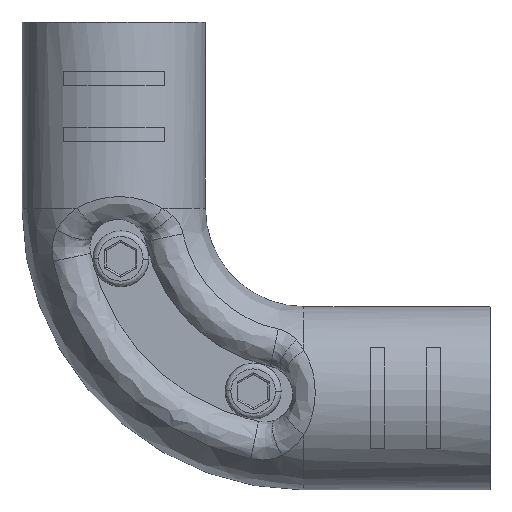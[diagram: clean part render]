
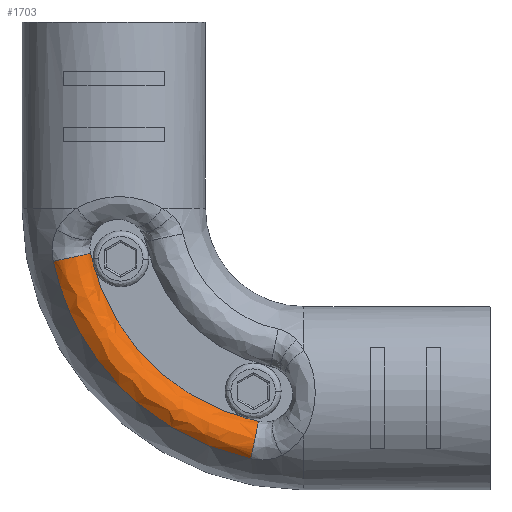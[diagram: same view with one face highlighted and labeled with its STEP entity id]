
A CAD part, front view. The second image highlights one B-rep face of the part: STEP entity #1703.
In plain terms, the highlighted free-form (B-spline) face has degree [3, 3] with [4, 4] control points.
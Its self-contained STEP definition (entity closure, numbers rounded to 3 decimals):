
#44 = VERTEX_POINT ( 'NONE', #20332 ) ;
#734 = FACE_OUTER_BOUND ( 'NONE', #13823, .T. ) ;
#1244 = ORIENTED_EDGE ( 'NONE', *, *, #16741, .F. ) ;
#1515 = CIRCLE ( 'NONE', #6078, 4. ) ;
#1587 = CARTESIAN_POINT ( 'NONE',  ( -10.759, -11.297, -42.441 ) ) ;
#1703 = ADVANCED_FACE ( 'NONE', ( #734 ), #14491, .T. ) ;
#1991 = CARTESIAN_POINT ( 'NONE',  ( -4.156, -9.55, -41.039 ) ) ;
#2491 = CARTESIAN_POINT ( 'NONE',  ( -8.394, -13.876, -41.939 ) ) ;
#2679 = CARTESIAN_POINT ( 'NONE',  ( -5.032, -12.928, -41.225 ) ) ;
#2785 = CARTESIAN_POINT ( 'NONE',  ( -8.355, -13.853, -41.93 ) ) ;
#2884 = CARTESIAN_POINT ( 'NONE',  ( -4.156, -9.55, -41.039 ) ) ;
#2942 = CARTESIAN_POINT ( 'NONE',  ( -4.144, -9.501, -41.036 ) ) ;
#3012 = CARTESIAN_POINT ( 'NONE',  ( -9.852, -11.297, -46.71 ) ) ;
#3125 = CIRCLE ( 'NONE', #6994, 38.7 ) ;
#3652 = ORIENTED_EDGE ( 'NONE', *, *, #21341, .T. ) ;
#3869 = CARTESIAN_POINT ( 'NONE',  ( 24.259, -11.297, -77.459 ) ) ;
#3983 = CARTESIAN_POINT ( 'NONE',  ( 24.858, -8.525, -74.638 ) ) ;
#4030 = CARTESIAN_POINT ( 'NONE',  ( 25.482, -12.978, -71.699 ) ) ;
#4252 = CARTESIAN_POINT ( 'NONE',  ( 6.143, -11.261, -73.647 ) ) ;
#4611 = VERTEX_POINT ( 'NONE', #1991 ) ;
#4881 = CARTESIAN_POINT ( 'NONE',  ( 15.853, -11.297, -75.026 ) ) ;
#6078 = AXIS2_PLACEMENT_3D ( 'NONE', #3983, #17801, #10721 ) ;
#6308 =( BOUNDED_CURVE ( )  B_SPLINE_CURVE ( 3, ( #7629, #2785, #2679, #2884 ),
 .UNSPECIFIED., .F., .T. ) 
 B_SPLINE_CURVE_WITH_KNOTS ( ( 4, 4 ),
 ( 0., 1. ),
 .UNSPECIFIED. ) 
 CURVE ( )  GEOMETRIC_REPRESENTATION_ITEM ( )  RATIONAL_B_SPLINE_CURVE ( ( 1.323, 0.88, 0.893, 1.362 ) ) 
 REPRESENTATION_ITEM ( '' )  );
#6994 = AXIS2_PLACEMENT_3D ( 'NONE', #18917, #17156, #8834 ) ;
#7432 = CARTESIAN_POINT ( 'NONE',  ( -4.756, -13.876, -59.071 ) ) ;
#7544 = CARTESIAN_POINT ( 'NONE',  ( -4.999, -12.978, -41.218 ) ) ;
#7629 = CARTESIAN_POINT ( 'NONE',  ( -10.759, -11.297, -42.441 ) ) ;
#7652 = CARTESIAN_POINT ( 'NONE',  ( -6.947, -11.261, -60.557 ) ) ;
#8163 = CARTESIAN_POINT ( 'NONE',  ( 19.99, -11.297, -76.552 ) ) ;
#8764 = EDGE_CURVE ( 'NONE', #9182, #20404, #14208, .T. ) ;
#8834 = DIRECTION ( 'NONE',  ( -1., 0., 0. ) ) ;
#9182 = VERTEX_POINT ( 'NONE', #3869 ) ;
#9571 = CARTESIAN_POINT ( 'NONE',  ( 10.261, -9.501, -67.573 ) ) ;
#10079 = CARTESIAN_POINT ( 'NONE',  ( 4.648, -11.297, -68.224 ) ) ;
#10135 = ORIENTED_EDGE ( 'NONE', *, *, #11487, .T. ) ;
#10721 = DIRECTION ( 'NONE',  ( -0.208, 0., -0.978 ) ) ;
#11397 = CARTESIAN_POINT ( 'NONE',  ( 8.182, -11.297, -70.862 ) ) ;
#11487 = EDGE_CURVE ( 'NONE', #9182, #44, #1515, .T. ) ;
#11502 = CARTESIAN_POINT ( 'NONE',  ( -1.524, -11.297, -62.052 ) ) ;
#12431 = CARTESIAN_POINT ( 'NONE',  ( 24.761, -13.876, -75.094 ) ) ;
#12819 = CARTESIAN_POINT ( 'NONE',  ( -10.759, -11.297, -42.441 ) ) ;
#13823 = EDGE_LOOP ( 'NONE', ( #1244, #18900, #10135, #3652 ) ) ;
#14208 = B_SPLINE_CURVE_WITH_KNOTS ( 'NONE', 3,
 ( #19814, #8163, #4881, #11397, #10079, #11502, #14969, #18599, #3012, #1587 ),
 .UNSPECIFIED., .F., .F.,
 ( 4, 2, 2, 2, 4 ),
 ( 0., 0.25, 0.5, 0.75, 1. ),
 .UNSPECIFIED. ) ;
#14448 = CARTESIAN_POINT ( 'NONE',  ( 9.731, -12.978, -68.354 ) ) ;
#14491 =( BOUNDED_SURFACE ( )  B_SPLINE_SURFACE ( 3, 3, ( 
 ( #19287, #4252, #7652, #16317 ),
 ( #12431, #19174, #7432, #2491 ),
 ( #4030, #14448, #15993, #7544 ),
 ( #16344, #9571, #21081, #2942 ) ),
 .UNSPECIFIED., .F., .F., .F. ) 
 B_SPLINE_SURFACE_WITH_KNOTS ( ( 4, 4 ),
 ( 4, 4 ),
 ( 0., 1. ),
 ( 0., 1. ),
 .UNSPECIFIED. ) 
 GEOMETRIC_REPRESENTATION_ITEM ( )  RATIONAL_B_SPLINE_SURFACE ( (
 ( 1., 0.892, 0.892, 1.),
 ( 0.653, 0.583, 0.583, 0.653),
 ( 0.653, 0.583, 0.583, 0.653),
 ( 1., 0.892, 0.892, 1.) ) ) 
 REPRESENTATION_ITEM ( '' )  SURFACE ( )  );
#14969 = CARTESIAN_POINT ( 'NONE',  ( -4.162, -11.297, -58.518 ) ) ;
#15993 = CARTESIAN_POINT ( 'NONE',  ( -1.654, -12.978, -56.969 ) ) ;
#16317 = CARTESIAN_POINT ( 'NONE',  ( -10.793, -11.261, -42.448 ) ) ;
#16344 = CARTESIAN_POINT ( 'NONE',  ( 25.664, -9.501, -70.844 ) ) ;
#16741 = EDGE_CURVE ( 'NONE', #20404, #4611, #6308, .T. ) ;
#17156 = DIRECTION ( 'NONE',  ( 0., 1., 0. ) ) ;
#17801 = DIRECTION ( 'NONE',  ( -0.978, 0., 0.208 ) ) ;
#18599 = CARTESIAN_POINT ( 'NONE',  ( -8.326, -11.297, -50.847 ) ) ;
#18900 = ORIENTED_EDGE ( 'NONE', *, *, #8764, .F. ) ;
#18917 = CARTESIAN_POINT ( 'NONE',  ( 33.7, -9.55, -33. ) ) ;
#19174 = CARTESIAN_POINT ( 'NONE',  ( 7.629, -13.876, -71.456 ) ) ;
#19287 = CARTESIAN_POINT ( 'NONE',  ( 24.252, -11.261, -77.493 ) ) ;
#19814 = CARTESIAN_POINT ( 'NONE',  ( 24.259, -11.297, -77.459 ) ) ;
#20332 = CARTESIAN_POINT ( 'NONE',  ( 25.661, -9.55, -70.856 ) ) ;
#20404 = VERTEX_POINT ( 'NONE', #12819 ) ;
#21081 = CARTESIAN_POINT ( 'NONE',  ( -0.873, -9.501, -56.439 ) ) ;
#21341 = EDGE_CURVE ( 'NONE', #44, #4611, #3125, .T. ) ;
